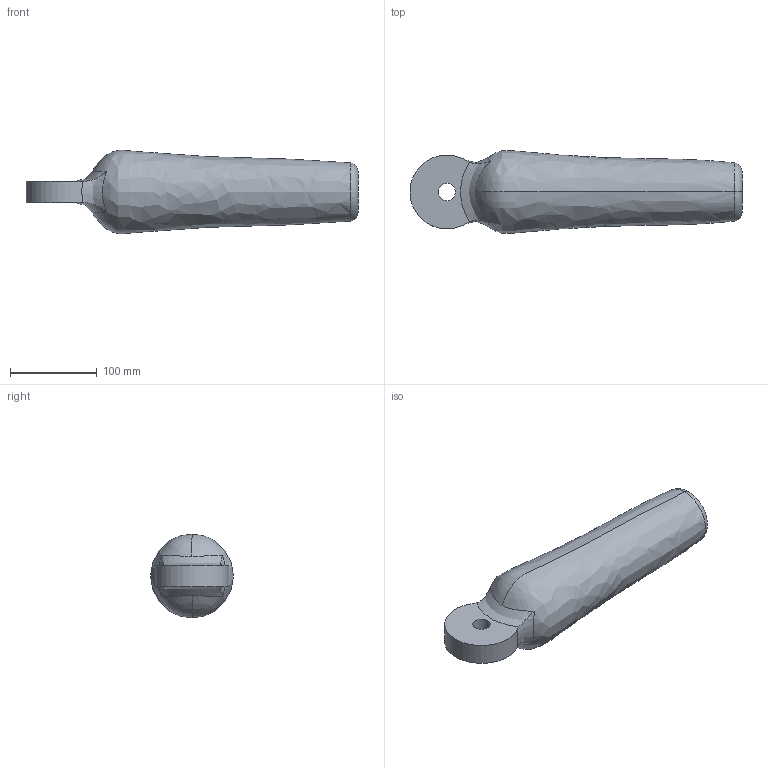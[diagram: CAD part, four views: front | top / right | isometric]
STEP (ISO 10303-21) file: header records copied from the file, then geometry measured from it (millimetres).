
FILE_DESCRIPTION (( 'STEP AP203' ), '1' );
FILE_NAME ('lowerArm_Default_sldprt.STEP', '2016-03-08T11:58:39', ( '' ), ( '' ), 'SwSTEP 2.0', 'SolidWorks 2014', '' );
FILE_SCHEMA (( 'CONFIG_CONTROL_DESIGN' ));
Length unit declared in the file: millimetre
Products named in the file (1): lowerArm_Default_sldprt
Bounding box: 381.85 x 95.4 x 95.76 mm (x, y, z)
Volume: 1650629.7 mm3; surface area: 102277.6 mm2
Topology: 1 solids, 1 shells, 16 faces, 42 edges, 28 vertices
Faces by surface type: bspline 6, cylinder 3, plane 3, sphere 2, torus 2
Entity records: 1299 total; most frequent: CARTESIAN_POINT 889, ORIENTED_EDGE 76, DIRECTION 56, EDGE_CURVE 38, AXIS2_PLACEMENT_3D 27, VERTEX_POINT 26, B_SPLINE_CURVE_WITH_KNOTS 20, EDGE_LOOP 20
